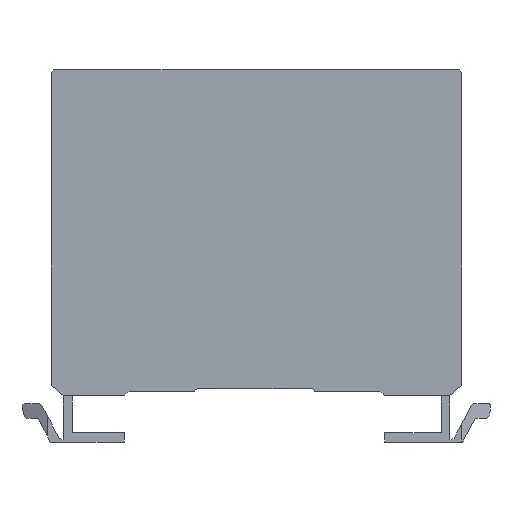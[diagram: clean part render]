
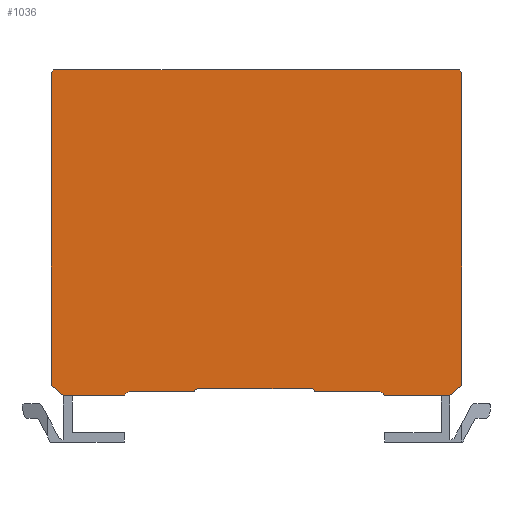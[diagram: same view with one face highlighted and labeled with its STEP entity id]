
A CAD part, left-side view. The second image highlights one B-rep face of the part: STEP entity #1036.
In plain terms, the highlighted planar face has unit normal (-1, 0, 0).
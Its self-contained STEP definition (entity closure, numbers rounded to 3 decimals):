
#202=CARTESIAN_POINT('',(0.0,-5.741,0.0));
#203=VERTEX_POINT('',#202);
#204=CARTESIAN_POINT('',(0.0,5.741,0.0));
#205=VERTEX_POINT('',#204);
#206=CARTESIAN_POINT('',(0.0,-5.741,0.0));
#207=DIRECTION('',(0.0,1.0,0.0));
#208=VECTOR('',#207,11.482);
#209=LINE('',#206,#208);
#210=EDGE_CURVE('',#203,#205,#209,.T.);
#242=CARTESIAN_POINT('',(0.0,5.855,-0.022));
#243=VERTEX_POINT('',#242);
#244=CARTESIAN_POINT('',(0.,5.741,0.0));
#245=DIRECTION('',(0.,0.982,-0.189));
#246=VECTOR('',#245,0.116);
#247=LINE('',#244,#246);
#248=EDGE_CURVE('',#205,#243,#247,.T.);
#273=CARTESIAN_POINT('',(0.0,5.953,-0.087));
#274=VERTEX_POINT('',#273);
#275=CARTESIAN_POINT('',(0.,5.855,-0.022));
#276=DIRECTION('',(0.,0.834,-0.552));
#277=VECTOR('',#276,0.117);
#278=LINE('',#275,#277);
#279=EDGE_CURVE('',#243,#274,#278,.T.);
#304=CARTESIAN_POINT('',(0.0,6.018,-0.185));
#305=VERTEX_POINT('',#304);
#306=CARTESIAN_POINT('',(0.,5.953,-0.087));
#307=DIRECTION('',(0.,0.552,-0.834));
#308=VECTOR('',#307,0.117);
#309=LINE('',#306,#308);
#310=EDGE_CURVE('',#274,#305,#309,.T.);
#335=CARTESIAN_POINT('',(0.0,6.04,-0.299));
#336=VERTEX_POINT('',#335);
#337=CARTESIAN_POINT('',(0.,6.018,-0.185));
#338=DIRECTION('',(0.,0.189,-0.982));
#339=VECTOR('',#338,0.116);
#340=LINE('',#337,#339);
#341=EDGE_CURVE('',#305,#336,#340,.T.);
#366=CARTESIAN_POINT('',(0.0,12.54,-0.299));
#367=VERTEX_POINT('',#366);
#368=CARTESIAN_POINT('',(0.0,6.04,-0.299));
#369=DIRECTION('',(0.0,1.0,0.0));
#370=VECTOR('',#369,6.5);
#371=LINE('',#368,#370);
#372=EDGE_CURVE('',#336,#367,#371,.T.);
#397=CARTESIAN_POINT('',(0.0,12.732,-0.338));
#398=VERTEX_POINT('',#397);
#399=CARTESIAN_POINT('',(0.,12.54,-0.299));
#400=DIRECTION('',(0.,0.98,-0.197));
#401=VECTOR('',#400,0.195);
#402=LINE('',#399,#401);
#403=EDGE_CURVE('',#367,#398,#402,.T.);
#428=CARTESIAN_POINT('',(0.0,12.894,-0.446));
#429=VERTEX_POINT('',#428);
#430=CARTESIAN_POINT('',(0.,12.732,-0.338));
#431=DIRECTION('',(0.,0.831,-0.556));
#432=VECTOR('',#431,0.196);
#433=LINE('',#430,#432);
#434=EDGE_CURVE('',#398,#429,#433,.T.);
#459=CARTESIAN_POINT('',(0.0,13.002,-0.608));
#460=VERTEX_POINT('',#459);
#461=CARTESIAN_POINT('',(0.,12.894,-0.446));
#462=DIRECTION('',(0.,0.555,-0.832));
#463=VECTOR('',#462,0.194);
#464=LINE('',#461,#463);
#465=EDGE_CURVE('',#429,#460,#464,.T.);
#490=CARTESIAN_POINT('',(0.0,13.017,-0.685));
#491=VERTEX_POINT('',#490);
#492=CARTESIAN_POINT('',(0.,13.002,-0.608));
#493=DIRECTION('',(0.,0.197,-0.98));
#494=VECTOR('',#493,0.079);
#495=LINE('',#492,#494);
#496=EDGE_CURVE('',#460,#491,#495,.T.);
#521=CARTESIAN_POINT('',(0.0,19.124,-0.685));
#522=VERTEX_POINT('',#521);
#523=CARTESIAN_POINT('',(0.0,13.017,-0.685));
#524=DIRECTION('',(0.0,1.0,0.0));
#525=VECTOR('',#524,6.107);
#526=LINE('',#523,#525);
#527=EDGE_CURVE('',#491,#522,#526,.T.);
#552=CARTESIAN_POINT('',(0.0,20.325,0.365));
#553=VERTEX_POINT('',#552);
#554=CARTESIAN_POINT('',(0.,19.124,-0.685));
#555=DIRECTION('',(0.,0.753,0.658));
#556=VECTOR('',#555,1.595);
#557=LINE('',#554,#556);
#558=EDGE_CURVE('',#522,#553,#557,.T.);
#583=CARTESIAN_POINT('',(0.,20.325,31.615));
#584=VERTEX_POINT('',#583);
#585=CARTESIAN_POINT('',(0.,20.325,0.365));
#586=DIRECTION('',(0.0,0.0,1.0));
#587=VECTOR('',#586,31.25);
#588=LINE('',#585,#587);
#589=EDGE_CURVE('',#553,#584,#588,.T.);
#614=CARTESIAN_POINT('',(0.,20.074,31.866));
#615=VERTEX_POINT('',#614);
#616=CARTESIAN_POINT('',(0.,20.325,31.615));
#617=DIRECTION('',(0.,-0.707,0.707));
#618=VECTOR('',#617,0.355);
#619=LINE('',#616,#618);
#620=EDGE_CURVE('',#584,#615,#619,.T.);
#645=CARTESIAN_POINT('',(0.,-20.425,31.866));
#646=VERTEX_POINT('',#645);
#647=CARTESIAN_POINT('',(0.,20.074,31.866));
#648=DIRECTION('',(0.0,-1.0,0.0));
#649=VECTOR('',#648,40.499);
#650=LINE('',#647,#649);
#651=EDGE_CURVE('',#615,#646,#650,.T.);
#676=CARTESIAN_POINT('',(0.,-20.676,31.615));
#677=VERTEX_POINT('',#676);
#678=CARTESIAN_POINT('',(0.,-20.425,31.866));
#679=DIRECTION('',(0.,-0.707,-0.707));
#680=VECTOR('',#679,0.355);
#681=LINE('',#678,#680);
#682=EDGE_CURVE('',#646,#677,#681,.T.);
#707=CARTESIAN_POINT('',(0.0,-20.676,0.365));
#708=VERTEX_POINT('',#707);
#709=CARTESIAN_POINT('',(0.,-20.676,31.615));
#710=DIRECTION('',(0.0,0.0,-1.0));
#711=VECTOR('',#710,31.25);
#712=LINE('',#709,#711);
#713=EDGE_CURVE('',#677,#708,#712,.T.);
#738=CARTESIAN_POINT('',(0.0,-19.476,-0.685));
#739=VERTEX_POINT('',#738);
#740=CARTESIAN_POINT('',(0.,-20.676,0.365));
#741=DIRECTION('',(0.,0.753,-0.658));
#742=VECTOR('',#741,1.595);
#743=LINE('',#740,#742);
#744=EDGE_CURVE('',#708,#739,#743,.T.);
#769=CARTESIAN_POINT('',(0.0,-12.974,-0.685));
#770=VERTEX_POINT('',#769);
#771=CARTESIAN_POINT('',(0.0,-19.476,-0.685));
#772=DIRECTION('',(0.0,1.0,0.0));
#773=VECTOR('',#772,6.502);
#774=LINE('',#771,#773);
#775=EDGE_CURVE('',#739,#770,#774,.T.);
#800=CARTESIAN_POINT('',(0.0,-12.813,-0.446));
#801=VERTEX_POINT('',#800);
#802=CARTESIAN_POINT('',(0.,-12.974,-0.685));
#803=DIRECTION('',(0.,0.56,0.829));
#804=VECTOR('',#803,0.288);
#805=LINE('',#802,#804);
#806=EDGE_CURVE('',#770,#801,#805,.T.);
#831=CARTESIAN_POINT('',(0.0,-12.651,-0.338));
#832=VERTEX_POINT('',#831);
#833=CARTESIAN_POINT('',(0.,-12.813,-0.446));
#834=DIRECTION('',(0.,0.831,0.556));
#835=VECTOR('',#834,0.196);
#836=LINE('',#833,#835);
#837=EDGE_CURVE('',#801,#832,#836,.T.);
#862=CARTESIAN_POINT('',(0.0,-12.459,-0.299));
#863=VERTEX_POINT('',#862);
#864=CARTESIAN_POINT('',(0.,-12.651,-0.338));
#865=DIRECTION('',(0.,0.98,0.197));
#866=VECTOR('',#865,0.195);
#867=LINE('',#864,#866);
#868=EDGE_CURVE('',#832,#863,#867,.T.);
#893=CARTESIAN_POINT('',(0.0,-5.96,-0.299));
#894=VERTEX_POINT('',#893);
#895=CARTESIAN_POINT('',(0.0,-12.459,-0.299));
#896=DIRECTION('',(0.0,1.0,0.0));
#897=VECTOR('',#896,6.499);
#898=LINE('',#895,#897);
#899=EDGE_CURVE('',#863,#894,#898,.T.);
#924=CARTESIAN_POINT('',(0.0,-5.937,-0.185));
#925=VERTEX_POINT('',#924);
#926=CARTESIAN_POINT('',(0.,-5.96,-0.299));
#927=DIRECTION('',(0.,0.201,0.98));
#928=VECTOR('',#927,0.117);
#929=LINE('',#926,#928);
#930=EDGE_CURVE('',#894,#925,#929,.T.);
#955=CARTESIAN_POINT('',(0.0,-5.872,-0.087));
#956=VERTEX_POINT('',#955);
#957=CARTESIAN_POINT('',(0.,-5.937,-0.185));
#958=DIRECTION('',(0.,0.552,0.834));
#959=VECTOR('',#958,0.117);
#960=LINE('',#957,#959);
#961=EDGE_CURVE('',#925,#956,#960,.T.);
#986=CARTESIAN_POINT('',(0.,-5.872,-0.087));
#987=DIRECTION('',(0.,0.834,0.552));
#988=VECTOR('',#987,0.157);
#989=LINE('',#986,#988);
#990=EDGE_CURVE('',#956,#203,#989,.T.);
#1003=CARTESIAN_POINT('',(0.,-0.173,15.724));
#1004=DIRECTION('',(-1.0,0.0,0.0));
#1005=DIRECTION('',(0.0,0.0,1.0));
#1006=AXIS2_PLACEMENT_3D('',#1003,#1004,#1005);
#1007=PLANE('',#1006);
#1008=ORIENTED_EDGE('',*,*,#210,.F.);
#1009=ORIENTED_EDGE('',*,*,#990,.F.);
#1010=ORIENTED_EDGE('',*,*,#961,.F.);
#1011=ORIENTED_EDGE('',*,*,#930,.F.);
#1012=ORIENTED_EDGE('',*,*,#899,.F.);
#1013=ORIENTED_EDGE('',*,*,#868,.F.);
#1014=ORIENTED_EDGE('',*,*,#837,.F.);
#1015=ORIENTED_EDGE('',*,*,#806,.F.);
#1016=ORIENTED_EDGE('',*,*,#775,.F.);
#1017=ORIENTED_EDGE('',*,*,#744,.F.);
#1018=ORIENTED_EDGE('',*,*,#713,.F.);
#1019=ORIENTED_EDGE('',*,*,#682,.F.);
#1020=ORIENTED_EDGE('',*,*,#651,.F.);
#1021=ORIENTED_EDGE('',*,*,#620,.F.);
#1022=ORIENTED_EDGE('',*,*,#589,.F.);
#1023=ORIENTED_EDGE('',*,*,#558,.F.);
#1024=ORIENTED_EDGE('',*,*,#527,.F.);
#1025=ORIENTED_EDGE('',*,*,#496,.F.);
#1026=ORIENTED_EDGE('',*,*,#465,.F.);
#1027=ORIENTED_EDGE('',*,*,#434,.F.);
#1028=ORIENTED_EDGE('',*,*,#403,.F.);
#1029=ORIENTED_EDGE('',*,*,#372,.F.);
#1030=ORIENTED_EDGE('',*,*,#341,.F.);
#1031=ORIENTED_EDGE('',*,*,#310,.F.);
#1032=ORIENTED_EDGE('',*,*,#279,.F.);
#1033=ORIENTED_EDGE('',*,*,#248,.F.);
#1034=EDGE_LOOP('',(#1008,#1009,#1010,#1011,#1012,#1013,#1014,#1015,#1016,#1017,#1018,#1019,#1020,#1021,#1022,#1023,#1024,#1025,#1026,#1027,#1028,#1029,#1030,#1031,#1032,#1033));
#1035=FACE_OUTER_BOUND('',#1034,.T.);
#1036=ADVANCED_FACE('',(#1035),#1007,.T.);
